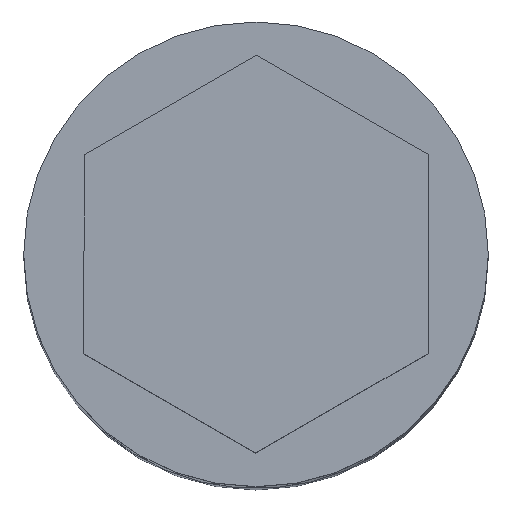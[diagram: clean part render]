
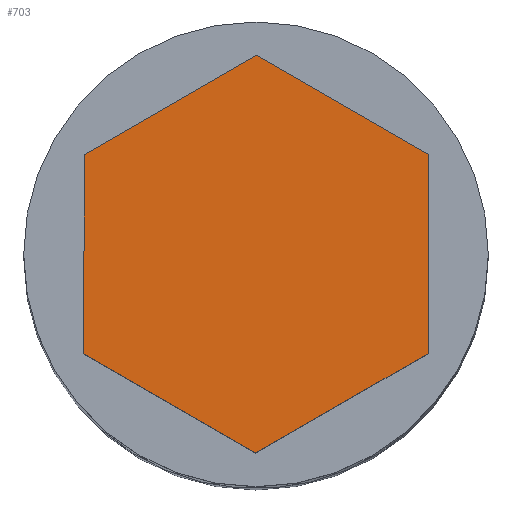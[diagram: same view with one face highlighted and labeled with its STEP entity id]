
A CAD part, top view. The second image highlights one B-rep face of the part: STEP entity #703.
In plain terms, the highlighted planar face has unit normal (0, 0, 1).
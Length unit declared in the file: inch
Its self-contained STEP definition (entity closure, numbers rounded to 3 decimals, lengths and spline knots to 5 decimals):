
#10 = CARTESIAN_POINT ( 'NONE',  ( -0.00033, -0.42801, 2.418 ) ) ;
#21 = EDGE_CURVE ( 'NONE', #439, #633, #543, .T. ) ;
#32 = ORIENTED_EDGE ( 'NONE', *, *, #290, .F. ) ;
#113 = LINE ( 'NONE', #849, #223 ) ;
#123 = DIRECTION ( 'NONE',  ( 0.004, 1., 0. ) ) ;
#127 = DIRECTION ( 'NONE',  ( 0.866, -0.5, 0. ) ) ;
#133 = EDGE_CURVE ( 'NONE', #516, #364, #370, .T. ) ;
#169 = ORIENTED_EDGE ( 'NONE', *, *, #610, .F. ) ;
#223 = VECTOR ( 'NONE', #378, 39.37008 ) ;
#239 = PLANE ( 'NONE',  #349 ) ;
#245 = DIRECTION ( 'NONE',  ( 0., 0., 1. ) ) ;
#266 = VERTEX_POINT ( 'NONE', #718 ) ;
#277 = ORIENTED_EDGE ( 'NONE', *, *, #619, .F. ) ;
#286 = VECTOR ( 'NONE', #820, 39.37008 ) ;
#290 = EDGE_CURVE ( 'NONE', #266, #439, #653, .T. ) ;
#336 = CARTESIAN_POINT ( 'NONE',  ( 0.37024, -0.21384, 2.418 ) ) ;
#349 = AXIS2_PLACEMENT_3D ( 'NONE', #497, #245, #764 ) ;
#364 = VERTEX_POINT ( 'NONE', #806 ) ;
#370 = LINE ( 'NONE', #499, #716 ) ;
#377 = ORIENTED_EDGE ( 'NONE', *, *, #133, .F. ) ;
#378 = DIRECTION ( 'NONE',  ( -0.866, 0.5, 0. ) ) ;
#385 = CARTESIAN_POINT ( 'NONE',  ( 0.00124, 0.42817, 2.418 ) ) ;
#439 = VERTEX_POINT ( 'NONE', #802 ) ;
#445 = CARTESIAN_POINT ( 'NONE',  ( 0.37024, -0.21384, 2.418 ) ) ;
#476 = VECTOR ( 'NONE', #852, 39.37008 ) ;
#497 = CARTESIAN_POINT ( 'NONE',  ( -0.36739, 0.641, 2.418 ) ) ;
#499 = CARTESIAN_POINT ( 'NONE',  ( -0.37109, -0.21416, 2.418 ) ) ;
#505 = LINE ( 'NONE', #510, #746 ) ;
#510 = CARTESIAN_POINT ( 'NONE',  ( -0.36924, 0.21384, 2.418 ) ) ;
#516 = VERTEX_POINT ( 'NONE', #680 ) ;
#526 = LINE ( 'NONE', #336, #476 ) ;
#543 = LINE ( 'NONE', #620, #286 ) ;
#564 = ORIENTED_EDGE ( 'NONE', *, *, #804, .F. ) ;
#584 = FACE_OUTER_BOUND ( 'NONE', #784, .T. ) ;
#610 = EDGE_CURVE ( 'NONE', #848, #516, #113, .T. ) ;
#619 = EDGE_CURVE ( 'NONE', #364, #266, #505, .T. ) ;
#620 = CARTESIAN_POINT ( 'NONE',  ( 0.37191, 0.21416, 2.418 ) ) ;
#633 = VERTEX_POINT ( 'NONE', #445 ) ;
#647 = ORIENTED_EDGE ( 'NONE', *, *, #21, .F. ) ;
#653 = LINE ( 'NONE', #385, #731 ) ;
#680 = CARTESIAN_POINT ( 'NONE',  ( -0.37109, -0.21416, 2.418 ) ) ;
#703 = ADVANCED_FACE ( 'NONE', ( #584 ), #239, .T. ) ;
#716 = VECTOR ( 'NONE', #123, 39.37008 ) ;
#718 = CARTESIAN_POINT ( 'NONE',  ( 0.00124, 0.42817, 2.418 ) ) ;
#731 = VECTOR ( 'NONE', #127, 39.37008 ) ;
#746 = VECTOR ( 'NONE', #768, 39.37008 ) ;
#764 = DIRECTION ( 'NONE',  ( 1., 0., 0. ) ) ;
#768 = DIRECTION ( 'NONE',  ( 0.866, 0.501, 0. ) ) ;
#784 = EDGE_LOOP ( 'NONE', ( #564, #647, #32, #277, #377, #169 ) ) ;
#802 = CARTESIAN_POINT ( 'NONE',  ( 0.37191, 0.21416, 2.418 ) ) ;
#804 = EDGE_CURVE ( 'NONE', #633, #848, #526, .T. ) ;
#806 = CARTESIAN_POINT ( 'NONE',  ( -0.36924, 0.21384, 2.418 ) ) ;
#820 = DIRECTION ( 'NONE',  ( -0.004, -1., 0. ) ) ;
#848 = VERTEX_POINT ( 'NONE', #10 ) ;
#849 = CARTESIAN_POINT ( 'NONE',  ( -0.00033, -0.42801, 2.418 ) ) ;
#852 = DIRECTION ( 'NONE',  ( -0.866, -0.5, 0. ) ) ;
